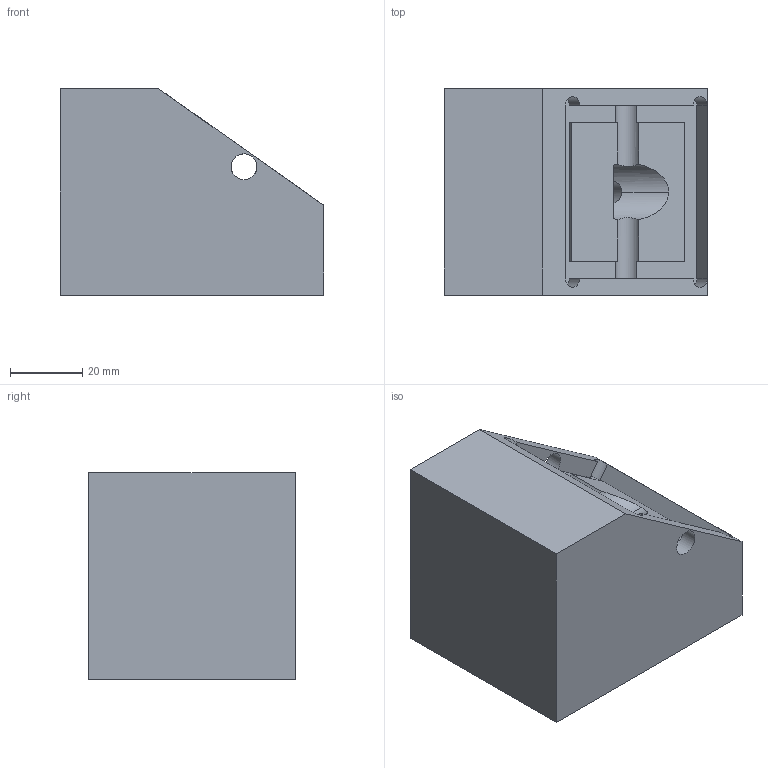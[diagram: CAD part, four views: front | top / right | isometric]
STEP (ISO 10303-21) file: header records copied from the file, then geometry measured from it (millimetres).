
FILE_DESCRIPTION(('HOOPS Exchange Step'),'2;1');
FILE_NAME('temp_export','2022-12-07T16:38:40-06:00',('jonat'),('Shapr3D Limited'),'HOOPS Exchange 2022.0','Shapr3D','Authorized');
FILE_SCHEMA( ('AUTOMOTIVE_DESIGN { 1 0 10303 214 1 1 1 1 }') );
Length unit declared in the file: millimetre
Products named in the file (1): root
Bounding box: 72.8 x 57.15 x 57.15 mm (x, y, z)
Volume: 176598.6 mm3; surface area: 23716.8 mm2
Topology: 1 solids, 1 shells, 35 faces, 101 edges, 68 vertices
Faces by surface type: plane 24, cylinder 11
Full cylindrical faces by diameter (mm): 5 x1, 6.35 x1, 7.144 x2, 19.05 x1
Entity records: 1516 total; most frequent: CARTESIAN_POINT 535, ORIENTED_EDGE 202, DIRECTION 198, EDGE_CURVE 101, VERTEX_POINT 68, AXIS2_PLACEMENT_3D 67, VECTOR 64, LINE 64
